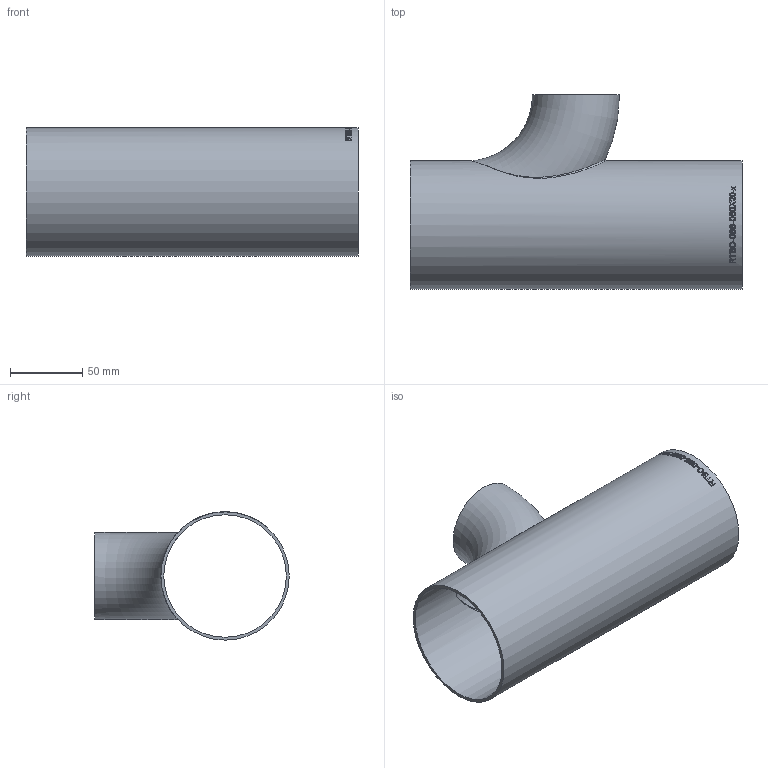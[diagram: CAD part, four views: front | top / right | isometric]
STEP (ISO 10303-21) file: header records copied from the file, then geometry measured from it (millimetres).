
FILE_DESCRIPTION (( 'STEP AP214' ), '1' );
FILE_NAME ('RTBO-088-060X20-x T-Bogen reduziert 2005.STEP', '2020-05-22T07:30:22', ( '' ), ( '' ), 'SwSTEP 2.0', 'SolidWorks 2019', '' );
FILE_SCHEMA (( 'AUTOMOTIVE_DESIGN' ));
Length unit declared in the file: millimetre
Products named in the file (1): RTBO-088-060X20-x T-Bogen reduziert 2005
Bounding box: 230 x 134.74 x 88.9 mm (x, y, z)
Volume: 138442.1 mm3; surface area: 140910.6 mm2
Topology: 1 solids, 1 shells, 237 faces, 612 edges, 408 vertices
Faces by surface type: bspline 151, plane 52, cylinder 32, torus 2
Full cylindrical faces by diameter (mm): 84.9 x1, 88.9 x1
Entity records: 37491 total; most frequent: CARTESIAN_POINT 30631, ORIENTED_EDGE 1208, EDGE_CURVE 604, B_SPLINE_CURVE_WITH_KNOTS 466, VERTEX_POINT 406, DIRECTION 382, EDGE_LOOP 278, FACE_OUTER_BOUND 243
